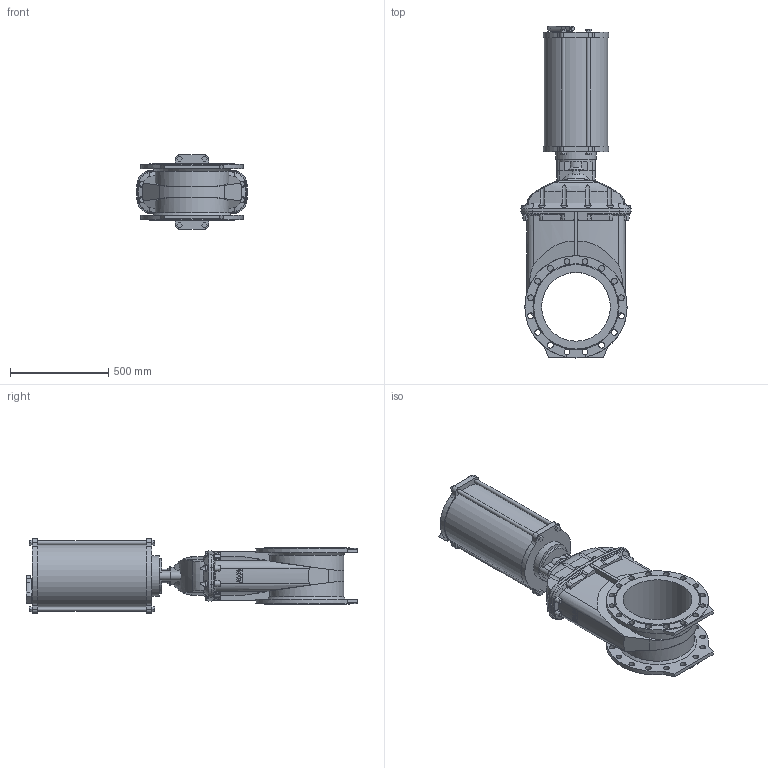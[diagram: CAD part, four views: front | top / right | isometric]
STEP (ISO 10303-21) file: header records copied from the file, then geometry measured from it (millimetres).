
FILE_DESCRIPTION (( 'STEP AP203' ), '1' );
FILE_NAME ('O_715_30_DN350_XXXXX_AA0_step.step', '2017-02-06T09:01:14', ( 'Windows User' ), ( 'AVK' ), 'SwSTEP 2.0', 'SolidWorks 2012', '' );
FILE_SCHEMA (( 'CONFIG_CONTROL_DESIGN' ));
Length unit declared in the file: millimetre
Products named in the file (1): O_715_30_DN350_XXXXX_AA0_step
Bounding box: 563.52 x 1689.3 x 378 mm (x, y, z)
Volume: 109079095.5 mm3; surface area: 2974991.3 mm2
Topology: 1 solids, 1 shells, 479 faces, 1343 edges, 893 vertices
Faces by surface type: plane 208, cylinder 129, cone 91, torus 34, bspline 17
Full cylindrical faces by diameter (mm): 10 x1, 20 x3, 21 x1, 21.294 x1, 21.5 x1, 29.5 x32, 206 x1, 324 x1, 350 x1, 520 x2
Entity records: 18315 total; most frequent: CARTESIAN_POINT 6479, ORIENTED_EDGE 2506, DIRECTION 2298, EDGE_CURVE 1253, AXIS2_PLACEMENT_3D 899, VERTEX_POINT 852, EDGE_LOOP 629, FACE_OUTER_BOUND 525
